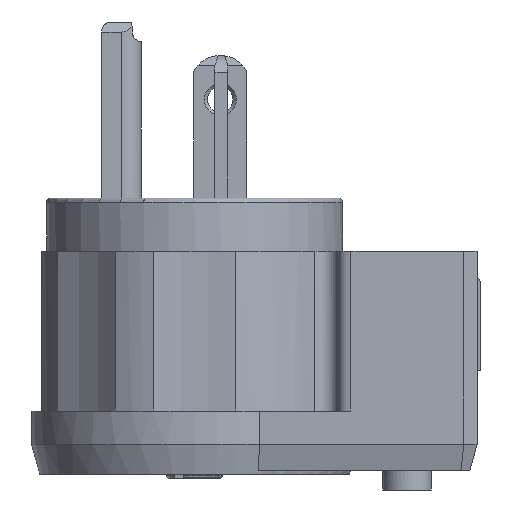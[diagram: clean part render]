
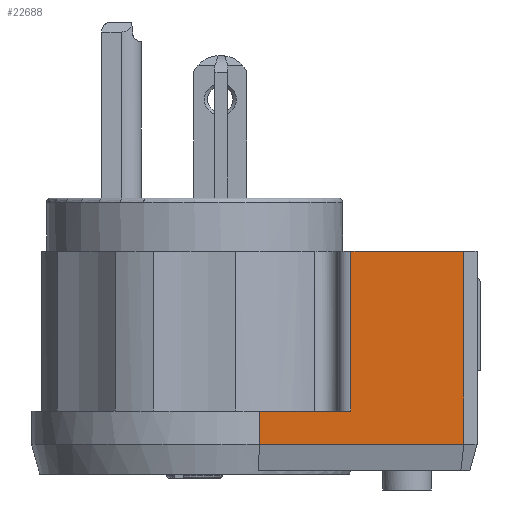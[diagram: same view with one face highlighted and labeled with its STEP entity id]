
A CAD part, left-side view. The second image highlights one B-rep face of the part: STEP entity #22688.
In plain terms, the highlighted planar face has unit normal (-1, 0, 0).
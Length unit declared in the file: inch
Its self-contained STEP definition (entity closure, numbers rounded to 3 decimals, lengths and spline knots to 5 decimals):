
#1158 = CARTESIAN_POINT ( 'NONE',  ( -0.703, -1.55706, 1.046 ) ) ;
#1421 = LINE ( 'NONE', #1158, #15248 ) ;
#2489 = ORIENTED_EDGE ( 'NONE', *, *, #46253, .F. ) ;
#4360 = CARTESIAN_POINT ( 'NONE',  ( -0.703, -1.2645, 0.13991 ) ) ;
#4922 = DIRECTION ( 'NONE',  ( 0., 0., -1. ) ) ;
#6944 = LINE ( 'NONE', #24551, #50690 ) ;
#9109 = VERTEX_POINT ( 'NONE', #21716 ) ;
#9832 = CARTESIAN_POINT ( 'NONE',  ( -0.703, -1.26462, 0.296 ) ) ;
#10143 = DIRECTION ( 'NONE',  ( 0., 1., 0. ) ) ;
#10956 = VECTOR ( 'NONE', #10143, 39.37008 ) ;
#13156 = VECTOR ( 'NONE', #4922, 39.37008 ) ;
#13276 = EDGE_CURVE ( 'NONE', #43951, #9109, #22263, .T. ) ;
#13572 = LINE ( 'NONE', #9832, #10956 ) ;
#13951 = VERTEX_POINT ( 'NONE', #41361 ) ;
#14486 = VECTOR ( 'NONE', #53075, 39.37008 ) ;
#14603 = DIRECTION ( 'NONE',  ( 0., 0., 1. ) ) ;
#14605 = LINE ( 'NONE', #27035, #14486 ) ;
#15248 = VECTOR ( 'NONE', #18916, 39.37008 ) ;
#18916 = DIRECTION ( 'NONE',  ( 0., -1., 0. ) ) ;
#21180 = EDGE_CURVE ( 'NONE', #9109, #25282, #13572, .T. ) ;
#21716 = CARTESIAN_POINT ( 'NONE',  ( -0.703, -0.73452, 0.296 ) ) ;
#22263 = LINE ( 'NONE', #39971, #43796 ) ;
#22688 = ADVANCED_FACE ( 'NONE', ( #27031 ), #48758, .T. ) ;
#23574 = CARTESIAN_POINT ( 'NONE',  ( -0.703, -1.26462, 1.04612 ) ) ;
#23944 = EDGE_LOOP ( 'NONE', ( #49719, #53222, #2489, #35490, #51175, #36876 ) ) ;
#24551 = CARTESIAN_POINT ( 'NONE',  ( -0.703, -1.26462, 0.14002 ) ) ;
#25282 = VERTEX_POINT ( 'NONE', #33953 ) ;
#25993 = DIRECTION ( 'NONE',  ( 0., 0., -1. ) ) ;
#26318 = VERTEX_POINT ( 'NONE', #45154 ) ;
#26801 = EDGE_CURVE ( 'NONE', #43951, #28825, #1421, .T. ) ;
#27031 = FACE_OUTER_BOUND ( 'NONE', #23944, .T. ) ;
#27035 = CARTESIAN_POINT ( 'NONE',  ( -0.703, -0.30547, 0.296 ) ) ;
#28825 = VERTEX_POINT ( 'NONE', #49390 ) ;
#31305 = AXIS2_PLACEMENT_3D ( 'NONE', #23574, #37035, #14603 ) ;
#33953 = CARTESIAN_POINT ( 'NONE',  ( -0.703, -0.30547, 0.296 ) ) ;
#35490 = ORIENTED_EDGE ( 'NONE', *, *, #26801, .F. ) ;
#36876 = ORIENTED_EDGE ( 'NONE', *, *, #21180, .T. ) ;
#37035 = DIRECTION ( 'NONE',  ( -1., 0., 0. ) ) ;
#39971 = CARTESIAN_POINT ( 'NONE',  ( -0.703, -0.73452, 1.04612 ) ) ;
#41147 = EDGE_CURVE ( 'NONE', #26318, #13951, #6944, .T. ) ;
#41361 = CARTESIAN_POINT ( 'NONE',  ( -0.703, -1.2645, 0.14002 ) ) ;
#41958 = DIRECTION ( 'NONE',  ( 0., -1., 0. ) ) ;
#43796 = VECTOR ( 'NONE', #25993, 39.37008 ) ;
#43951 = VERTEX_POINT ( 'NONE', #46426 ) ;
#44239 = LINE ( 'NONE', #4360, #13156 ) ;
#45154 = CARTESIAN_POINT ( 'NONE',  ( -0.703, -0.30548, 0.14001 ) ) ;
#46253 = EDGE_CURVE ( 'NONE', #28825, #13951, #44239, .T. ) ;
#46426 = CARTESIAN_POINT ( 'NONE',  ( -0.703, -0.73452, 1.046 ) ) ;
#48758 = PLANE ( 'NONE',  #31305 ) ;
#49390 = CARTESIAN_POINT ( 'NONE',  ( -0.703, -1.2645, 1.046 ) ) ;
#49719 = ORIENTED_EDGE ( 'NONE', *, *, #50285, .T. ) ;
#50285 = EDGE_CURVE ( 'NONE', #25282, #26318, #14605, .T. ) ;
#50690 = VECTOR ( 'NONE', #41958, 39.37008 ) ;
#51175 = ORIENTED_EDGE ( 'NONE', *, *, #13276, .T. ) ;
#53075 = DIRECTION ( 'NONE',  ( 0., 0., -1. ) ) ;
#53222 = ORIENTED_EDGE ( 'NONE', *, *, #41147, .T. ) ;
